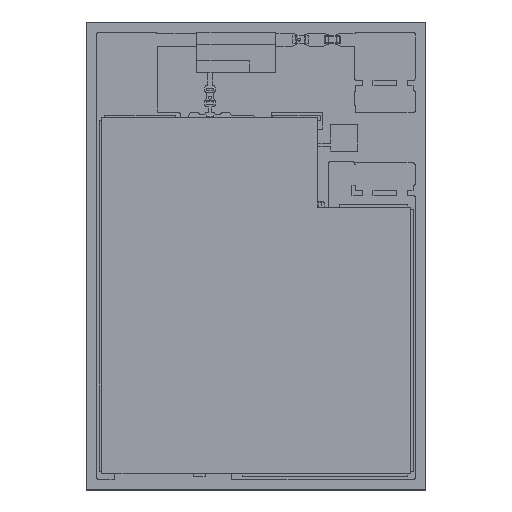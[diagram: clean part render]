
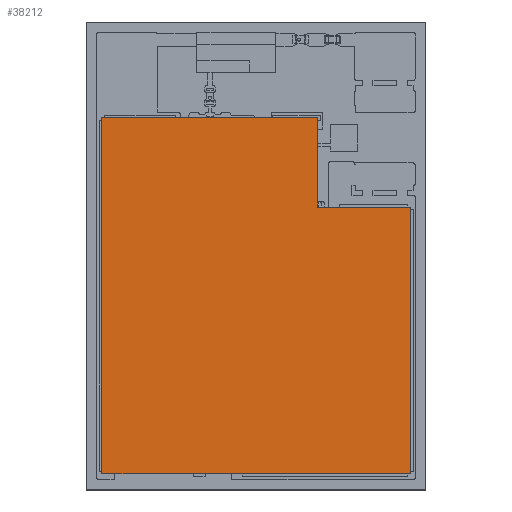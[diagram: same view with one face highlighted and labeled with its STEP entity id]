
A CAD part, top view. The second image highlights one B-rep face of the part: STEP entity #38212.
In plain terms, the highlighted face is planar.
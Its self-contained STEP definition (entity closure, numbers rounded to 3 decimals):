
#4174=FACE_OUTER_BOUND('',#6278,.T.);
#6278=EDGE_LOOP('',(#34118,#34119,#34120,#34121,#34122,#34123));
#11278=LINE('',#65310,#15354);
#11289=LINE('',#65332,#15365);
#11308=LINE('',#65371,#15384);
#11317=LINE('',#65388,#15393);
#11318=LINE('',#65390,#15394);
#11319=LINE('',#65391,#15395);
#15354=VECTOR('',#53985,10.);
#15365=VECTOR('',#54006,10.);
#15384=VECTOR('',#54045,10.);
#15393=VECTOR('',#54060,10.);
#15394=VECTOR('',#54061,10.);
#15395=VECTOR('',#54062,10.);
#18910=VERTEX_POINT('',#65306);
#18911=VERTEX_POINT('',#65308);
#18916=VERTEX_POINT('',#65328);
#18927=VERTEX_POINT('',#65369);
#18932=VERTEX_POINT('',#65387);
#18933=VERTEX_POINT('',#65389);
#24004=EDGE_CURVE('',#18910,#18911,#11278,.T.);
#24015=EDGE_CURVE('',#18916,#18910,#11289,.T.);
#24034=EDGE_CURVE('',#18911,#18927,#11308,.T.);
#24043=EDGE_CURVE('',#18927,#18932,#11317,.T.);
#24044=EDGE_CURVE('',#18932,#18933,#11318,.T.);
#24045=EDGE_CURVE('',#18933,#18916,#11319,.T.);
#34118=ORIENTED_EDGE('',*,*,#24004,.T.);
#34119=ORIENTED_EDGE('',*,*,#24034,.T.);
#34120=ORIENTED_EDGE('',*,*,#24043,.T.);
#34121=ORIENTED_EDGE('',*,*,#24044,.T.);
#34122=ORIENTED_EDGE('',*,*,#24045,.T.);
#34123=ORIENTED_EDGE('',*,*,#24015,.T.);
#36116=PLANE('',#43393);
#38212=ADVANCED_FACE('',(#4174),#36116,.T.);
#43393=AXIS2_PLACEMENT_3D('',#65386,#54058,#54059);
#53985=DIRECTION('',(0.,0.,-1.));
#54006=DIRECTION('',(1.,0.,0.));
#54045=DIRECTION('',(-1.,0.,0.));
#54058=DIRECTION('center_axis',(0.,1.,0.));
#54059=DIRECTION('ref_axis',(1.,0.,0.));
#54060=DIRECTION('',(0.,0.,-1.));
#54061=DIRECTION('',(-1.,0.,0.));
#54062=DIRECTION('',(0.,0.,1.));
#65306=CARTESIAN_POINT('',(5.95,1.4,6.95));
#65308=CARTESIAN_POINT('',(5.95,1.4,-3.2));
#65310=CARTESIAN_POINT('',(5.95,1.4,1.875));
#65328=CARTESIAN_POINT('',(-5.8,1.4,6.95));
#65332=CARTESIAN_POINT('',(0.075,1.4,6.95));
#65369=CARTESIAN_POINT('',(2.4,1.4,-3.2));
#65371=CARTESIAN_POINT('',(0.075,1.4,-3.2));
#65386=CARTESIAN_POINT('Origin',(0.075,1.4,1.875));
#65387=CARTESIAN_POINT('',(2.4,1.4,-6.6));
#65388=CARTESIAN_POINT('',(2.4,1.4,-4.9));
#65389=CARTESIAN_POINT('',(-5.8,1.4,-6.6));
#65390=CARTESIAN_POINT('',(-1.7,1.4,-6.6));
#65391=CARTESIAN_POINT('',(-5.8,1.4,1.875));
